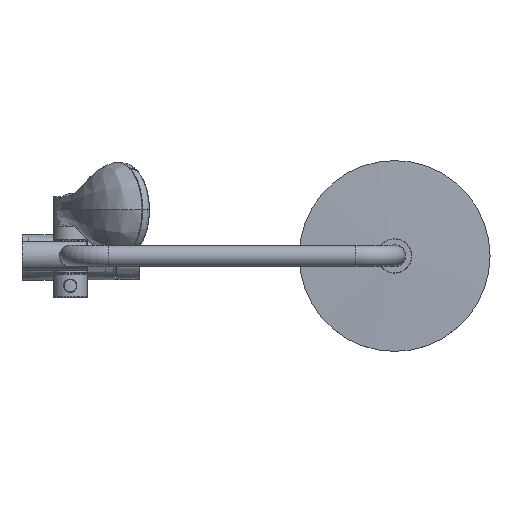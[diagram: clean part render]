
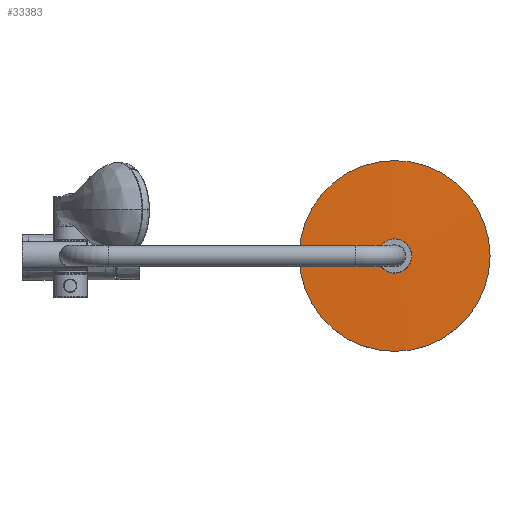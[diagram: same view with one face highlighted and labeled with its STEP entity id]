
A CAD part, top view. The second image highlights one B-rep face of the part: STEP entity #33383.
In plain terms, the highlighted spherical face has radius 2500 mm.
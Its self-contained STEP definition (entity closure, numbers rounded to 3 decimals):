
#1884=SPHERICAL_SURFACE('',#48448,2500.);
#3512=CIRCLE('',#48447,18.);
#3513=CIRCLE('',#48449,100.);
#5554=ORIENTED_EDGE('',*,*,#15673,.F.);
#5555=ORIENTED_EDGE('',*,*,#15674,.F.);
#15673=EDGE_CURVE('',#20743,#20743,#3512,.F.);
#15674=EDGE_CURVE('',#20744,#20744,#3513,.T.);
#20743=VERTEX_POINT('',#57837);
#20744=VERTEX_POINT('',#57840);
#27593=EDGE_LOOP('',(#5554));
#27594=EDGE_LOOP('',(#5555));
#30325=FACE_BOUND('',#27593,.T.);
#30326=FACE_BOUND('',#27594,.T.);
#33383=ADVANCED_FACE('',(#30325,#30326),#1884,.T.);
#48447=AXIS2_PLACEMENT_3D('',#57836,#50886,#50887);
#48448=AXIS2_PLACEMENT_3D('',#57838,#50888,#50889);
#48449=AXIS2_PLACEMENT_3D('',#57839,#50890,#50891);
#50886=DIRECTION('',(0.,0.,-1.));
#50887=DIRECTION('',(0.,1.,0.));
#50888=DIRECTION('',(0.,0.,-1.));
#50889=DIRECTION('',(0.,-1.,0.));
#50890=DIRECTION('',(0.,0.,-1.));
#50891=DIRECTION('',(0.,1.,0.));
#57836=CARTESIAN_POINT('',(340.05,0.,941.178));
#57837=CARTESIAN_POINT('',(340.05,18.,941.178));
#57838=CARTESIAN_POINT('',(340.05,0.,-1558.757));
#57839=CARTESIAN_POINT('',(340.05,0.,939.242));
#57840=CARTESIAN_POINT('',(340.05,100.,939.242));
